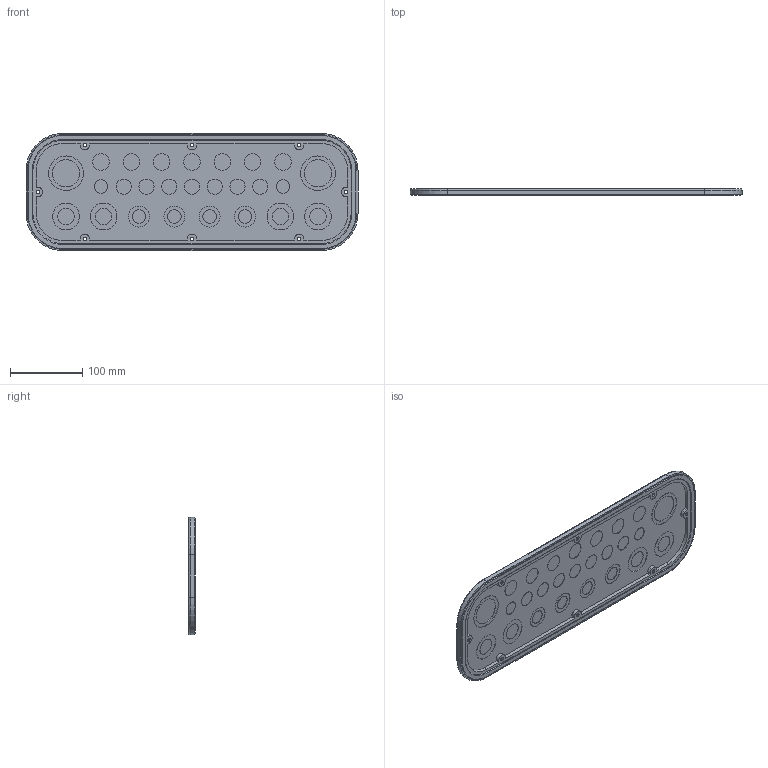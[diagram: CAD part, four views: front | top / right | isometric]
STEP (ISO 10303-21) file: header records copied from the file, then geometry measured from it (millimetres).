
FILE_DESCRIPTION(('STEP AP242'),'1');
FILE_NAME('nsytsacrnd.stp','2018-10-25T15:26:45',('TraceParts'),('TraceParts S.A.'),'Spatial InterOp 3D',' ',' ');
FILE_SCHEMA(('AP242_MANAGED_MODEL_BASED_3D_ENGINEERING_MIM_LF {1 0 10303 442 1 1 4}'));
Length unit declared in the file: millimetre
Products named in the file (1): nsytsacrnd
Bounding box: 460 x 9 x 163 mm (x, y, z)
Volume: 281496.6 mm3; surface area: 165157.2 mm2
Topology: 1 solids, 1 shells, 351 faces, 774 edges, 508 vertices
Faces by surface type: cylinder 214, plane 125, torus 12
Entity records: 9903 total; most frequent: DIRECTION 1918, CARTESIAN_POINT 1634, ORIENTED_EDGE 1548, AXIS2_PLACEMENT_3D 792, EDGE_CURVE 774, VERTEX_POINT 508, EDGE_LOOP 450, CIRCLE 440
